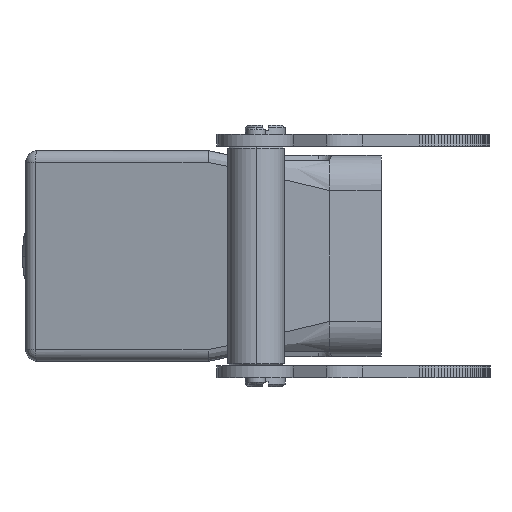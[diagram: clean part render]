
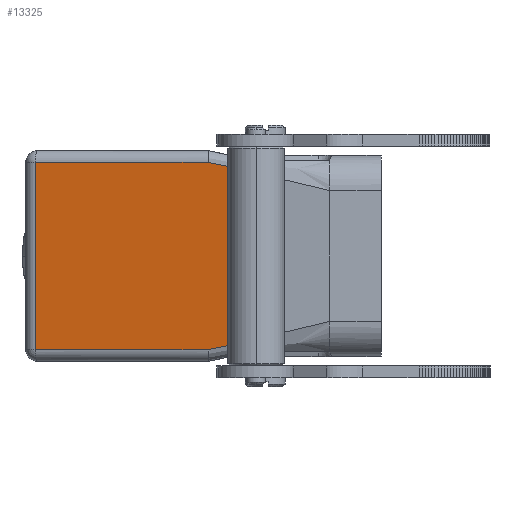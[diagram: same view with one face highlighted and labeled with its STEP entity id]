
A CAD part, left-side view. The second image highlights one B-rep face of the part: STEP entity #13325.
In plain terms, the highlighted planar face has unit normal (-0.982, 0.191, 0).
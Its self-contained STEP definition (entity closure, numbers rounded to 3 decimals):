
#1603=DIRECTION('',(0.191,0.982,0.));
#1604=VECTOR('',#1603,37.669);
#1605=CARTESIAN_POINT('',(-57.03,5.,20.));
#1606=LINE('',#1605,#1604);
#1631=DIRECTION('',(0.,0.,-1.));
#1632=VECTOR('',#1631,40.);
#1633=CARTESIAN_POINT('',(-49.843,41.977,20.));
#1634=LINE('',#1633,#1632);
#1702=DIRECTION('',(-0.187,-0.963,-0.193));
#1703=VECTOR('',#1702,5.192);
#1704=CARTESIAN_POINT('',(-57.03,5.,20.));
#1705=LINE('',#1704,#1703);
#1706=DIRECTION('',(0.187,0.963,-0.193));
#1707=VECTOR('',#1706,5.192);
#1708=CARTESIAN_POINT('',(-58.002,-0.001,
-19.));
#1709=LINE('',#1708,#1707);
#1811=DIRECTION('',(0.,0.,1.));
#1812=VECTOR('',#1811,38.);
#1813=CARTESIAN_POINT('',(-58.002,-0.001,
-19.));
#1814=LINE('',#1813,#1812);
#1942=DIRECTION('',(-0.191,-0.982,0.));
#1943=VECTOR('',#1942,37.669);
#1944=CARTESIAN_POINT('',(-49.843,41.977,
-20.));
#1945=LINE('',#1944,#1943);
#9181=CARTESIAN_POINT('',(-58.002,-0.001,
-19.));
#9182=CARTESIAN_POINT('',(-57.03,5.,
-20.));
#9183=VERTEX_POINT('',#9181);
#9184=VERTEX_POINT('',#9182);
#9186=CARTESIAN_POINT('',(-57.03,5.,20.));
#9187=CARTESIAN_POINT('',(-49.843,41.977,20.));
#9188=VERTEX_POINT('',#9186);
#9189=VERTEX_POINT('',#9187);
#9190=CARTESIAN_POINT('',(-58.002,-0.001,
19.));
#9191=VERTEX_POINT('',#9190);
#9192=CARTESIAN_POINT('',(-49.843,41.977,
-20.));
#9193=VERTEX_POINT('',#9192);
#13309=CARTESIAN_POINT('',(-49.68,42.817,
-20.8));
#13310=DIRECTION('',(-0.982,0.191,0.));
#13311=DIRECTION('',(-0.191,-0.982,0.));
#13312=AXIS2_PLACEMENT_3D('',#13309,#13310,#13311);
#13313=PLANE('',#13312);
#13314=ORIENTED_EDGE('',*,*,#13103,.F.);
#13316=ORIENTED_EDGE('',*,*,#13315,.T.);
#13318=ORIENTED_EDGE('',*,*,#13317,.F.);
#13319=ORIENTED_EDGE('',*,*,#13297,.T.);
#13321=ORIENTED_EDGE('',*,*,#13320,.F.);
#13322=ORIENTED_EDGE('',*,*,#13132,.F.);
#13323=EDGE_LOOP('',(#13314,#13316,#13318,#13319,#13321,#13322));
#13324=FACE_OUTER_BOUND('',#13323,.F.);
#13325=ADVANCED_FACE('',(#13324),#13313,.T.);
#13103=EDGE_CURVE('',#9188,#9189,#1606,.T.);
#13132=EDGE_CURVE('',#9189,#9193,#1634,.T.);
#13297=EDGE_CURVE('',#9183,#9184,#1709,.T.);
#13315=EDGE_CURVE('',#9188,#9191,#1705,.T.);
#13317=EDGE_CURVE('',#9183,#9191,#1814,.T.);
#13320=EDGE_CURVE('',#9193,#9184,#1945,.T.);
